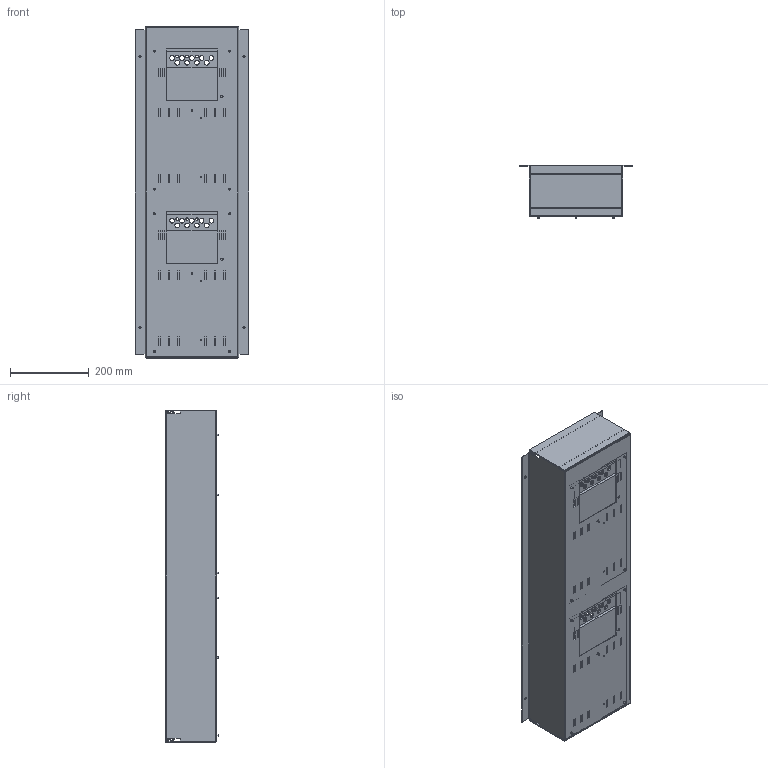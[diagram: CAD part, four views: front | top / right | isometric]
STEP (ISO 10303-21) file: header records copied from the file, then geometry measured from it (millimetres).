
FILE_DESCRIPTION (( 'STEP AP214' ), '1' );
FILE_NAME ('c_il186111-a_3d.STEP', '2019-10-02T13:37:26', ( '' ), ( '' ), 'SwSTEP 2.0', 'SolidWorks 2019', '' );
FILE_SCHEMA (( 'AUTOMOTIVE_DESIGN' ));
Length unit declared in the file: millimetre
Products named in the file (7): Meter box; Meter board; Separation profile; Meter board assembly; Small screw; c_il186111-a_3d
Assembly tree (35 placements, depth 3):
  c_il186111-a_3d
    Meter box
    Separation profile  x2
    Meter board assembly
      Meter board
      Small screw  x14
    Meter board assembly
      Meter board
      Small screw  x14
Bounding box: 289 x 135.5 x 845 mm (x, y, z)
Volume: 2420466.9 mm3; surface area: 1429552.2 mm2
Topology: 35 solids, 35 shells, 1550 faces, 3784 edges, 2356 vertices
Faces by surface type: plane 914, torus 336, cylinder 244, cone 56
Entity records: 15487 total; most frequent: CARTESIAN_POINT 2695, ORIENTED_EDGE 2536, DIRECTION 2478, EDGE_CURVE 1268, LINE 1032, VECTOR 1032, VERTEX_POINT 824, AXIS2_PLACEMENT_3D 723
